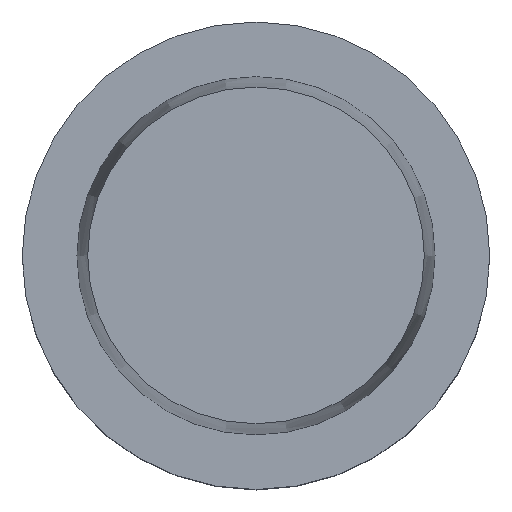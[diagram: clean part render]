
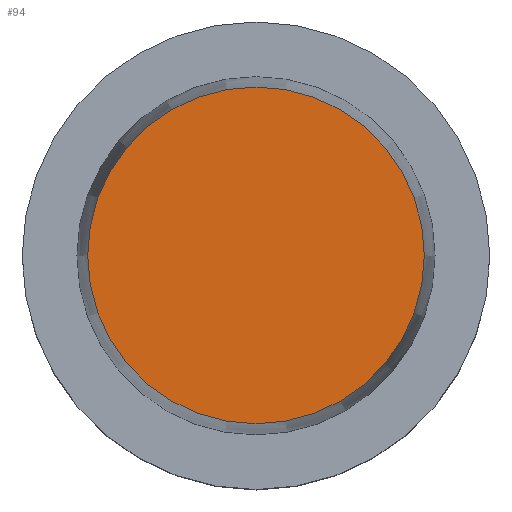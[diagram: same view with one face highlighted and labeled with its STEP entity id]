
A CAD part, top view. The second image highlights one B-rep face of the part: STEP entity #94.
In plain terms, the highlighted planar face has unit normal (0, 0, 1).
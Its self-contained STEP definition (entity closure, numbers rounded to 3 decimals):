
#94=ADVANCED_FACE('',(#153),#154,.T.);
#153=FACE_OUTER_BOUND('',#214,.T.);
#154=PLANE('',#215);
#214=EDGE_LOOP('',(#313));
#215=AXIS2_PLACEMENT_3D('',#314,#315,#316);
#313=ORIENTED_EDGE('',*,*,#341,.F.);
#314=CARTESIAN_POINT('',(9.,0.,25.0));
#315=DIRECTION('',(0.,0.,1.0));
#316=DIRECTION('',(-1.0,0.,0.));
#341=EDGE_CURVE('',#380,#380,#381,.T.);
#380=VERTEX_POINT('',#420);
#381=CIRCLE('',#421,18.);
#420=CARTESIAN_POINT('',(18.,0.,25.0));
#421=AXIS2_PLACEMENT_3D('',#479,#480,#481);
#479=CARTESIAN_POINT('',(0.,0.,25.0));
#480=DIRECTION('',(0.,0.,-1.0));
#481=DIRECTION('',(1.0,0.,0.));
